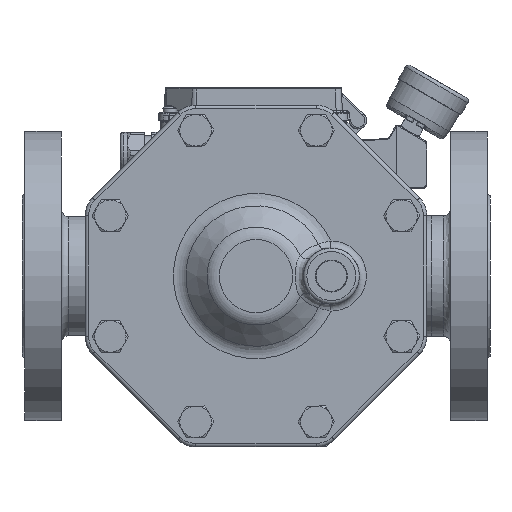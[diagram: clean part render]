
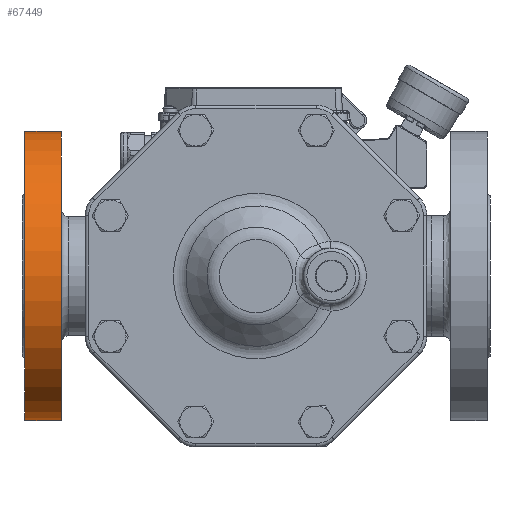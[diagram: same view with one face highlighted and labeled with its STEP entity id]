
A CAD part, front view. The second image highlights one B-rep face of the part: STEP entity #67449.
In plain terms, the highlighted cylindrical face has radius 82.5 mm (diameter 165 mm), a full revolution.
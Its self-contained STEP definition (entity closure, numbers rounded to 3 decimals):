
#2371=CIRCLE('',#72095,82.5);
#2372=CIRCLE('',#72096,82.5);
#2373=CIRCLE('',#72097,82.5);
#2374=CIRCLE('',#72098,82.5);
#5251=CYLINDRICAL_SURFACE('',#72094,82.5);
#9461=FACE_OUTER_BOUND('',#13654,.T.);
#13654=EDGE_LOOP('',(#48500,#48501,#48502,#48503,#48504,#48505));
#18123=LINE('',#112944,#22343);
#22343=VECTOR('',#81494,82.5);
#28829=VERTEX_POINT('',#112940);
#28830=VERTEX_POINT('',#112941);
#28831=VERTEX_POINT('',#112943);
#28832=VERTEX_POINT('',#112945);
#36108=EDGE_CURVE('',#28829,#28830,#2371,.T.);
#36109=EDGE_CURVE('',#28830,#28831,#18123,.T.);
#36110=EDGE_CURVE('',#28831,#28832,#2372,.T.);
#36111=EDGE_CURVE('',#28832,#28831,#2373,.T.);
#36112=EDGE_CURVE('',#28830,#28829,#2374,.T.);
#48500=ORIENTED_EDGE('',*,*,#36108,.T.);
#48501=ORIENTED_EDGE('',*,*,#36109,.T.);
#48502=ORIENTED_EDGE('',*,*,#36110,.T.);
#48503=ORIENTED_EDGE('',*,*,#36111,.T.);
#48504=ORIENTED_EDGE('',*,*,#36109,.F.);
#48505=ORIENTED_EDGE('',*,*,#36112,.T.);
#67449=ADVANCED_FACE('',(#9461),#5251,.T.);
#72094=AXIS2_PLACEMENT_3D('',#112939,#81490,#81491);
#72095=AXIS2_PLACEMENT_3D('',#112942,#81492,#81493);
#72096=AXIS2_PLACEMENT_3D('',#112946,#81495,#81496);
#72097=AXIS2_PLACEMENT_3D('',#112947,#81497,#81498);
#72098=AXIS2_PLACEMENT_3D('',#112948,#81499,#81500);
#81490=DIRECTION('center_axis',(-1.,0.,0.));
#81491=DIRECTION('ref_axis',(0.,0.,
1.));
#81492=DIRECTION('center_axis',(1.,0.,0.));
#81493=DIRECTION('ref_axis',(0.,0.,
1.));
#81494=DIRECTION('',(1.,0.,0.));
#81495=DIRECTION('center_axis',(-1.,0.,0.));
#81496=DIRECTION('ref_axis',(0.,0.,
1.));
#81497=DIRECTION('center_axis',(-1.,0.,0.));
#81498=DIRECTION('ref_axis',(0.,0.,
1.));
#81499=DIRECTION('center_axis',(1.,0.,0.));
#81500=DIRECTION('ref_axis',(0.,0.,
1.));
#112939=CARTESIAN_POINT('Origin',(-100.73,32.28,0.));
#112940=CARTESIAN_POINT('',(-121.63,32.28,82.5));
#112941=CARTESIAN_POINT('',(-121.63,32.28,-82.5));
#112942=CARTESIAN_POINT('Origin',(-121.63,32.28,0.));
#112943=CARTESIAN_POINT('',(-100.73,32.28,-82.5));
#112944=CARTESIAN_POINT('',(-100.73,32.28,-82.5));
#112945=CARTESIAN_POINT('',(-100.73,32.28,82.5));
#112946=CARTESIAN_POINT('Origin',(-100.73,32.28,0.));
#112947=CARTESIAN_POINT('Origin',(-100.73,32.28,0.));
#112948=CARTESIAN_POINT('Origin',(-121.63,32.28,0.));
